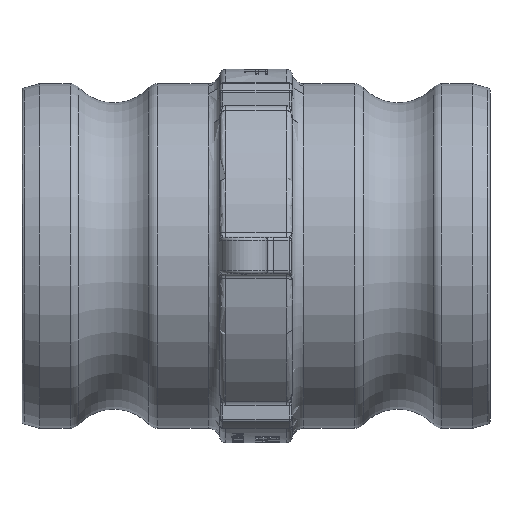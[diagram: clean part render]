
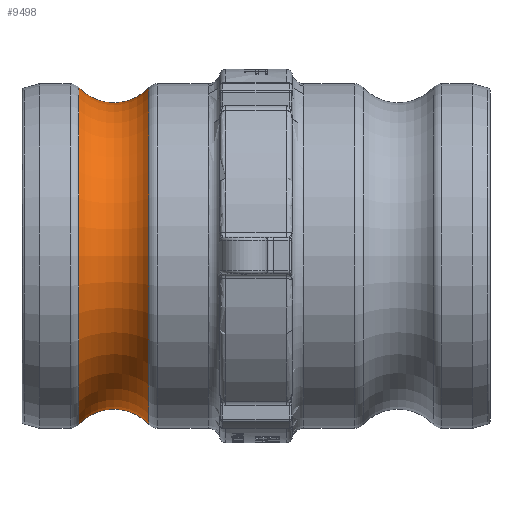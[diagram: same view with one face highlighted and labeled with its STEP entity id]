
A CAD part, top view. The second image highlights one B-rep face of the part: STEP entity #9498.
In plain terms, the highlighted toroidal (fillet/blend) face has major radius 53.365 mm and minor radius 12.7 mm.
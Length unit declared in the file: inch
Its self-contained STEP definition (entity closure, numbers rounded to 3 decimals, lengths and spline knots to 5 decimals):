
#2708=FACE_OUTER_BOUND('',#3313,.T.);
#3313=EDGE_LOOP('',(#8884,#8885,#8886,#8887,#8888,#8889));
#3667=CIRCLE('',#10204,1.761);
#3672=CIRCLE('',#10209,1.761);
#3676=CIRCLE('',#10215,1.761);
#3677=CIRCLE('',#10216,1.761);
#3679=CIRCLE('',#10222,0.5);
#4575=VERTEX_POINT('',#57341);
#4576=VERTEX_POINT('',#57342);
#4583=VERTEX_POINT('',#57360);
#4584=VERTEX_POINT('',#57362);
#6006=EDGE_CURVE('',#4575,#4576,#3667,.T.);
#6011=EDGE_CURVE('',#4576,#4575,#3672,.T.);
#6016=EDGE_CURVE('',#4583,#4584,#3676,.T.);
#6017=EDGE_CURVE('',#4584,#4583,#3677,.T.);
#6020=EDGE_CURVE('',#4576,#4583,#3679,.T.);
#8884=ORIENTED_EDGE('',*,*,#6006,.F.);
#8885=ORIENTED_EDGE('',*,*,#6011,.F.);
#8886=ORIENTED_EDGE('',*,*,#6020,.T.);
#8887=ORIENTED_EDGE('',*,*,#6017,.F.);
#8888=ORIENTED_EDGE('',*,*,#6016,.F.);
#8889=ORIENTED_EDGE('',*,*,#6020,.F.);
#8930=TOROIDAL_SURFACE('',#10221,2.101,0.5);
#9498=ADVANCED_FACE('',(#2708),#8930,.F.);
#10204=AXIS2_PLACEMENT_3D('',#57343,#12080,#12081);
#10209=AXIS2_PLACEMENT_3D('',#57351,#12090,#12091);
#10215=AXIS2_PLACEMENT_3D('',#57363,#12103,#12104);
#10216=AXIS2_PLACEMENT_3D('',#57364,#12105,#12106);
#10221=AXIS2_PLACEMENT_3D('',#57370,#12116,#12117);
#10222=AXIS2_PLACEMENT_3D('',#57371,#12118,#12119);
#12080=DIRECTION('center_axis',(-1.,0.,0.));
#12081=DIRECTION('ref_axis',(0.,-1.,0.));
#12090=DIRECTION('center_axis',(-1.,0.,0.));
#12091=DIRECTION('ref_axis',(0.,-1.,0.));
#12103=DIRECTION('center_axis',(1.,0.,0.));
#12104=DIRECTION('ref_axis',(0.,-1.,0.));
#12105=DIRECTION('center_axis',(1.,0.,0.));
#12106=DIRECTION('ref_axis',(0.,-1.,0.));
#12116=DIRECTION('center_axis',(1.,0.,0.));
#12117=DIRECTION('ref_axis',(0.,0.,-1.));
#12118=DIRECTION('center_axis',(0.,-1.,0.));
#12119=DIRECTION('ref_axis',(0.,0.,1.));
#57341=CARTESIAN_POINT('',(0.59339,1.761,0.));
#57342=CARTESIAN_POINT('',(0.59339,0.,1.761));
#57343=CARTESIAN_POINT('Origin',(0.59339,0.,0.));
#57351=CARTESIAN_POINT('Origin',(0.59339,0.,0.));
#57360=CARTESIAN_POINT('',(1.32661,0.,1.761));
#57362=CARTESIAN_POINT('',(1.32661,1.761,0.));
#57363=CARTESIAN_POINT('Origin',(1.32661,0.,0.));
#57364=CARTESIAN_POINT('Origin',(1.32661,0.,0.));
#57370=CARTESIAN_POINT('Origin',(0.96,0.,0.));
#57371=CARTESIAN_POINT('Origin',(0.96,0.,2.101));
